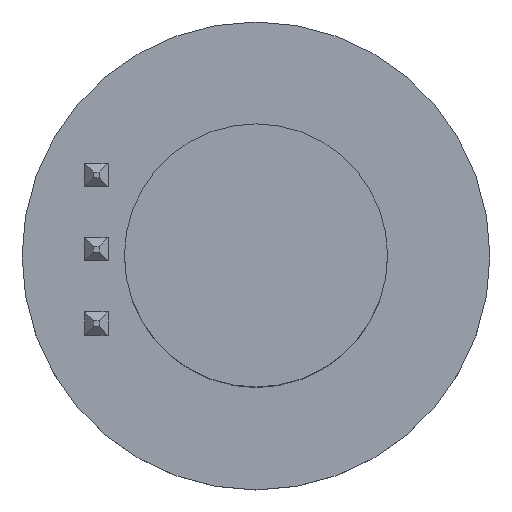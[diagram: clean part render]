
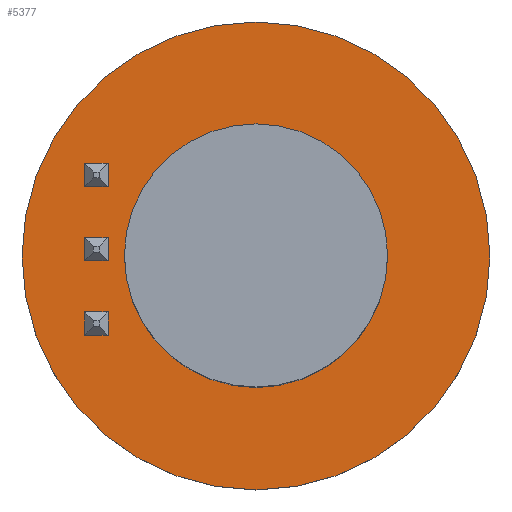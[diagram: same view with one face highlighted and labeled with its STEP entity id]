
A CAD part, top view. The second image highlights one B-rep face of the part: STEP entity #5377.
In plain terms, the highlighted planar face has unit normal (0, 0, 1).
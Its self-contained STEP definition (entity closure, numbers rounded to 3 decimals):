
#5292 = VERTEX_POINT('',#5293);
#5293 = CARTESIAN_POINT('',(8.,0.,1.6));
#5300 = CYLINDRICAL_SURFACE('',#5301,8.);
#5301 = AXIS2_PLACEMENT_3D('',#5302,#5303,#5304);
#5302 = CARTESIAN_POINT('',(0.,0.,0.));
#5303 = DIRECTION('',(-0.,-0.,-1.));
#5304 = DIRECTION('',(1.,0.,0.));
#5319 = EDGE_CURVE('',#5292,#5292,#5320,.T.);
#5320 = SURFACE_CURVE('',#5321,(#5326,#5333),.PCURVE_S1.);
#5321 = CIRCLE('',#5322,8.);
#5322 = AXIS2_PLACEMENT_3D('',#5323,#5324,#5325);
#5323 = CARTESIAN_POINT('',(0.,0.,1.6));
#5324 = DIRECTION('',(0.,0.,1.));
#5325 = DIRECTION('',(1.,0.,0.));
#5326 = PCURVE('',#5300,#5327);
#5327 = DEFINITIONAL_REPRESENTATION('',(#5328),#5332);
#5328 = LINE('',#5329,#5330);
#5329 = CARTESIAN_POINT('',(-0.,-1.6));
#5330 = VECTOR('',#5331,1.);
#5331 = DIRECTION('',(-1.,0.));
#5332 = ( GEOMETRIC_REPRESENTATION_CONTEXT(2) 
PARAMETRIC_REPRESENTATION_CONTEXT() REPRESENTATION_CONTEXT('2D SPACE',''
  ) );
#5333 = PCURVE('',#5334,#5339);
#5334 = PLANE('',#5335);
#5335 = AXIS2_PLACEMENT_3D('',#5336,#5337,#5338);
#5336 = CARTESIAN_POINT('',(0.,0.,1.6)
  );
#5337 = DIRECTION('',(0.,0.,1.));
#5338 = DIRECTION('',(1.,0.,-0.));
#5339 = DEFINITIONAL_REPRESENTATION('',(#5340),#5344);
#5340 = CIRCLE('',#5341,8.);
#5341 = AXIS2_PLACEMENT_2D('',#5342,#5343);
#5342 = CARTESIAN_POINT('',(0.,0.));
#5343 = DIRECTION('',(1.,0.));
#5344 = ( GEOMETRIC_REPRESENTATION_CONTEXT(2) 
PARAMETRIC_REPRESENTATION_CONTEXT() REPRESENTATION_CONTEXT('2D SPACE',''
  ) );
#5377 = ADVANCED_FACE('',(#5378),#5334,.T.);
#5378 = FACE_BOUND('',#5379,.T.);
#5379 = EDGE_LOOP('',(#5380));
#5380 = ORIENTED_EDGE('',*,*,#5319,.T.);
